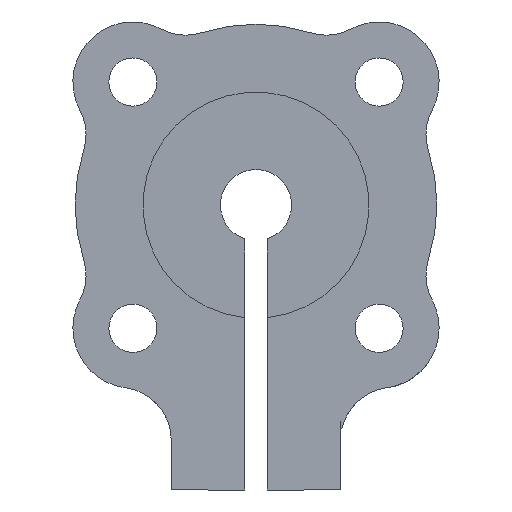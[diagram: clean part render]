
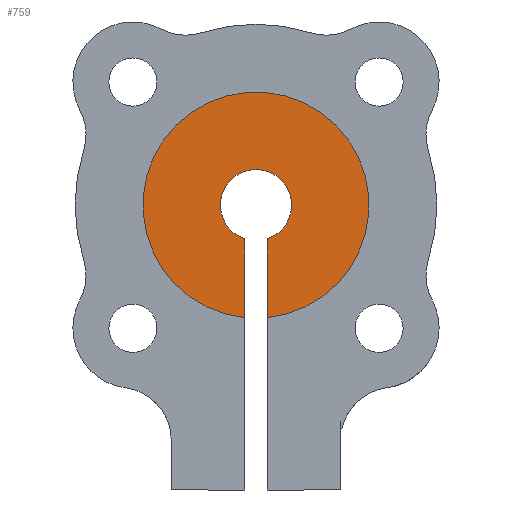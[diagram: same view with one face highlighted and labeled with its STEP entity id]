
A CAD part, front view. The second image highlights one B-rep face of the part: STEP entity #759.
In plain terms, the highlighted planar face has unit normal (0, -1, 0).
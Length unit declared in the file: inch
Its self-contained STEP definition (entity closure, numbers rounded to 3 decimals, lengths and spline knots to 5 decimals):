
#94 = VERTEX_POINT ( 'NONE', #503 ) ;
#266 = ORIENTED_EDGE ( 'NONE', *, *, #604, .T. ) ;
#408 = DIRECTION ( 'NONE',  ( 0., 0., 1. ) ) ;
#415 = DIRECTION ( 'NONE',  ( 0., 1., 0. ) ) ;
#421 = CARTESIAN_POINT ( 'NONE',  ( 0.025, 0., -0.07467 ) ) ;
#423 = CARTESIAN_POINT ( 'NONE',  ( 0.025, 0., -0.24875 ) ) ;
#431 = PLANE ( 'NONE',  #1410 ) ;
#448 = CARTESIAN_POINT ( 'NONE',  ( 0., 0., 0. ) ) ;
#503 = CARTESIAN_POINT ( 'NONE',  ( -0.025, 0., -0.07467 ) ) ;
#549 = VECTOR ( 'NONE', #724, 39.37008 ) ;
#550 = EDGE_CURVE ( 'NONE', #1076, #1384, #1241, .T. ) ;
#571 = EDGE_CURVE ( 'NONE', #1076, #94, #599, .T. ) ;
#574 = EDGE_CURVE ( 'NONE', #1036, #94, #1475, .T. ) ;
#599 = LINE ( 'NONE', #857, #1210 ) ;
#604 = EDGE_CURVE ( 'NONE', #1036, #1384, #1173, .T. ) ;
#628 = FACE_OUTER_BOUND ( 'NONE', #918, .T. ) ;
#724 = DIRECTION ( 'NONE',  ( 0., 0., -1. ) ) ;
#725 = ORIENTED_EDGE ( 'NONE', *, *, #571, .T. ) ;
#729 = CARTESIAN_POINT ( 'NONE',  ( 0.025, 0., -0.39922 ) ) ;
#759 = ADVANCED_FACE ( 'NONE', ( #628 ), #431, .F. ) ;
#794 = DIRECTION ( 'NONE',  ( 0., 0., -1. ) ) ;
#795 = DIRECTION ( 'NONE',  ( 0., -1., 0. ) ) ;
#797 = CARTESIAN_POINT ( 'NONE',  ( 0., 0., 0. ) ) ;
#850 = DIRECTION ( 'NONE',  ( 0., 0., 1. ) ) ;
#857 = CARTESIAN_POINT ( 'NONE',  ( -0.025, 0., -0.39922 ) ) ;
#870 = DIRECTION ( 'NONE',  ( 0., 0., 1. ) ) ;
#877 = DIRECTION ( 'NONE',  ( 0., 1., 0. ) ) ;
#883 = CARTESIAN_POINT ( 'NONE',  ( 0., 0., 0. ) ) ;
#918 = EDGE_LOOP ( 'NONE', ( #725, #1373, #266, #972 ) ) ;
#919 = CARTESIAN_POINT ( 'NONE',  ( -0.025, 0., -0.24875 ) ) ;
#972 = ORIENTED_EDGE ( 'NONE', *, *, #550, .F. ) ;
#1036 = VERTEX_POINT ( 'NONE', #421 ) ;
#1076 = VERTEX_POINT ( 'NONE', #919 ) ;
#1091 = AXIS2_PLACEMENT_3D ( 'NONE', #883, #877, #870 ) ;
#1173 = LINE ( 'NONE', #729, #549 ) ;
#1210 = VECTOR ( 'NONE', #850, 39.37008 ) ;
#1238 = AXIS2_PLACEMENT_3D ( 'NONE', #797, #795, #794 ) ;
#1241 = CIRCLE ( 'NONE', #1091, 0.25 ) ;
#1373 = ORIENTED_EDGE ( 'NONE', *, *, #574, .F. ) ;
#1384 = VERTEX_POINT ( 'NONE', #423 ) ;
#1410 = AXIS2_PLACEMENT_3D ( 'NONE', #448, #415, #408 ) ;
#1475 = CIRCLE ( 'NONE', #1238, 0.07874 ) ;
